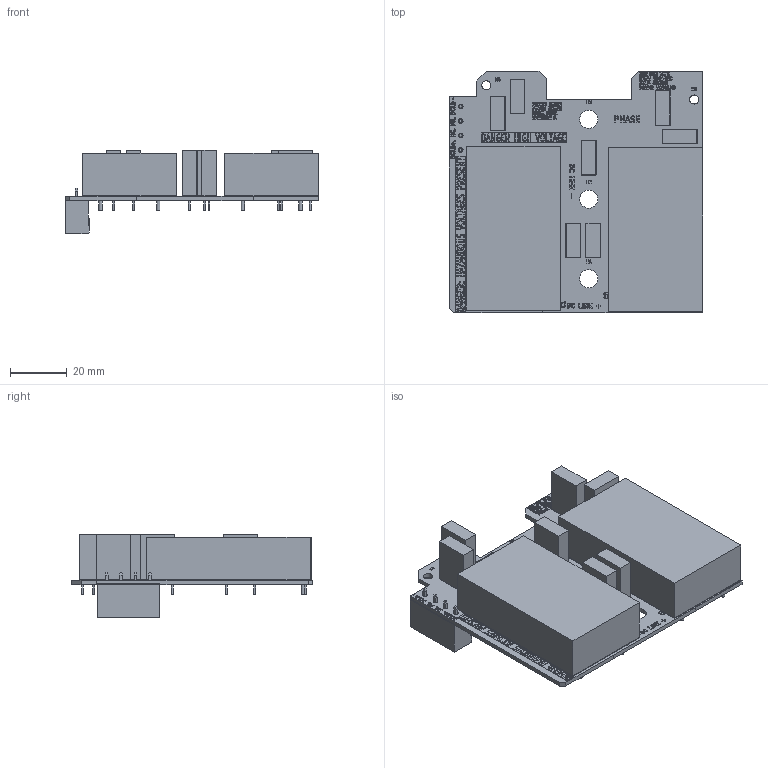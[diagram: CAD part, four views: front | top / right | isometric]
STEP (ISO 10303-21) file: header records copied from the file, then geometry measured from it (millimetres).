
FILE_DESCRIPTION(('KiCad electronic assembly'),'2;1');
FILE_NAME('DCBusFilter.step','2026-02-05T18:52:44',('Pcbnew'),('Kicad'), 'Open CASCADE STEP processor 7.9','KiCad to STEP converter','Unknown' );
FILE_SCHEMA(('AUTOMOTIVE_DESIGN { 1 0 10303 214 1 1 1 1 }'));
Length unit declared in the file: millimetre
Products named in the file (11): DCBusFilter 1; MKP1848S61010JY5B; Body; Leads; VY1222M47Y5UQ6TV0; TBP01R2-508-04BE; DCBusFilter_copper; DCBusFilter_silkscreen; DCBusFilter_PCB
Assembly tree (18 placements, depth 3):
  DCBusFilter 1
    MKP1848S61010JY5B  x2
      Body
      Leads
    VY1222M47Y5UQ6TV0  x7
      Body
      Leads
    TBP01R2-508-04BE
    DCBusFilter_copper
    DCBusFilter_silkscreen
    DCBusFilter_PCB
Bounding box: 89 x 85 x 29.38 mm (x, y, z)
Volume: 75520.9 mm3; surface area: 35252.6 mm2
Topology: 47 solids, 357 shells, 716 faces, 7556 edges, 7248 vertices
Faces by surface type: plane 595, cylinder 109, bspline 8, cone 4
Full cylindrical faces by diameter (mm): 0.65 x28, 0.85 x14, 1.2 x8, 1.4 x8, 1.6 x4, 3.2 x2, 6.4 x3
Entity records: 70230 total; most frequent: CARTESIAN_POINT 15331, DIRECTION 10078, ORIENTED_EDGE 8018, EDGE_CURVE 7374, VERTEX_POINT 7132, LINE 5792, VECTOR 5792, AXIS2_PLACEMENT_3D 2143
